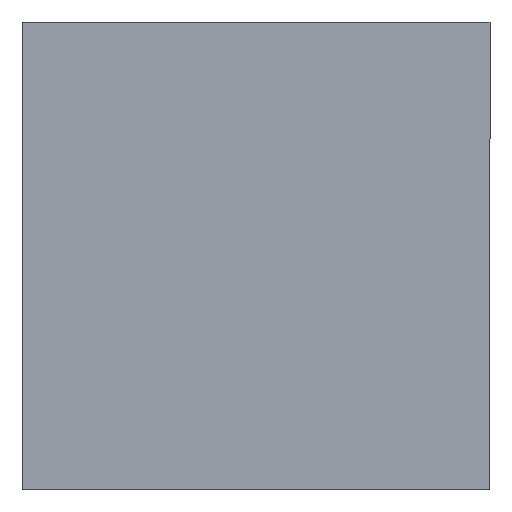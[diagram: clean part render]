
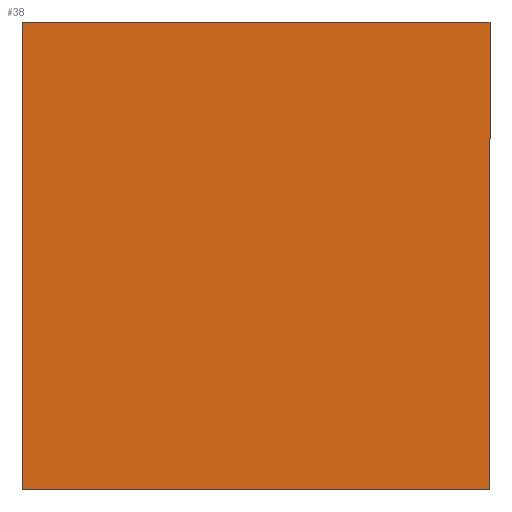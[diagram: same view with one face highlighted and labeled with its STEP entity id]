
A CAD part, front view. The second image highlights one B-rep face of the part: STEP entity #38.
In plain terms, the highlighted planar face has unit normal (0, -1, 0).
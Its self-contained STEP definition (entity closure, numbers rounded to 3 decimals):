
#4 = VECTOR ( 'NONE', #223, 1000. ) ;
#12 = CARTESIAN_POINT ( 'NONE',  ( 0., 0., 0. ) ) ;
#26 = ORIENTED_EDGE ( 'NONE', *, *, #130, .F. ) ;
#27 = CARTESIAN_POINT ( 'NONE',  ( 500., 0., 500. ) ) ;
#38 = ADVANCED_FACE ( 'NONE', ( #71 ), #235, .F. ) ;
#52 = ORIENTED_EDGE ( 'NONE', *, *, #191, .F. ) ;
#55 = EDGE_CURVE ( 'NONE', #136, #137, #176, .T. ) ;
#57 = ORIENTED_EDGE ( 'NONE', *, *, #89, .F. ) ;
#67 = CARTESIAN_POINT ( 'NONE',  ( 500., 0., -500. ) ) ;
#69 = DIRECTION ( 'NONE',  ( -1., 0., 0. ) ) ;
#71 = FACE_OUTER_BOUND ( 'NONE', #124, .T. ) ;
#72 = LINE ( 'NONE', #140, #78 ) ;
#74 = CARTESIAN_POINT ( 'NONE',  ( 500., 0., -500. ) ) ;
#78 = VECTOR ( 'NONE', #83, 1000. ) ;
#83 = DIRECTION ( 'NONE',  ( 1., 0., 0. ) ) ;
#89 = EDGE_CURVE ( 'NONE', #137, #195, #102, .T. ) ;
#93 = LINE ( 'NONE', #74, #4 ) ;
#102 = LINE ( 'NONE', #212, #187 ) ;
#105 = DIRECTION ( 'NONE',  ( 0., 0., 1. ) ) ;
#124 = EDGE_LOOP ( 'NONE', ( #52, #26, #57, #232 ) ) ;
#130 = EDGE_CURVE ( 'NONE', #195, #155, #72, .T. ) ;
#135 = CARTESIAN_POINT ( 'NONE',  ( -500., 0., -500. ) ) ;
#136 = VERTEX_POINT ( 'NONE', #67 ) ;
#137 = VERTEX_POINT ( 'NONE', #135 ) ;
#139 = DIRECTION ( 'NONE',  ( 0., 1., 0. ) ) ;
#140 = CARTESIAN_POINT ( 'NONE',  ( -500., 0., 500. ) ) ;
#155 = VERTEX_POINT ( 'NONE', #27 ) ;
#161 = VECTOR ( 'NONE', #69, 1000. ) ;
#176 = LINE ( 'NONE', #199, #161 ) ;
#187 = VECTOR ( 'NONE', #189, 1000. ) ;
#189 = DIRECTION ( 'NONE',  ( 0., 0., 1. ) ) ;
#191 = EDGE_CURVE ( 'NONE', #155, #136, #93, .T. ) ;
#195 = VERTEX_POINT ( 'NONE', #237 ) ;
#199 = CARTESIAN_POINT ( 'NONE',  ( -500., 0., -500. ) ) ;
#200 = AXIS2_PLACEMENT_3D ( 'NONE', #12, #139, #105 ) ;
#212 = CARTESIAN_POINT ( 'NONE',  ( -500., 0., -500. ) ) ;
#223 = DIRECTION ( 'NONE',  ( 0., 0., -1. ) ) ;
#232 = ORIENTED_EDGE ( 'NONE', *, *, #55, .F. ) ;
#235 = PLANE ( 'NONE',  #200 ) ;
#237 = CARTESIAN_POINT ( 'NONE',  ( -500., 0., 500. ) ) ;
